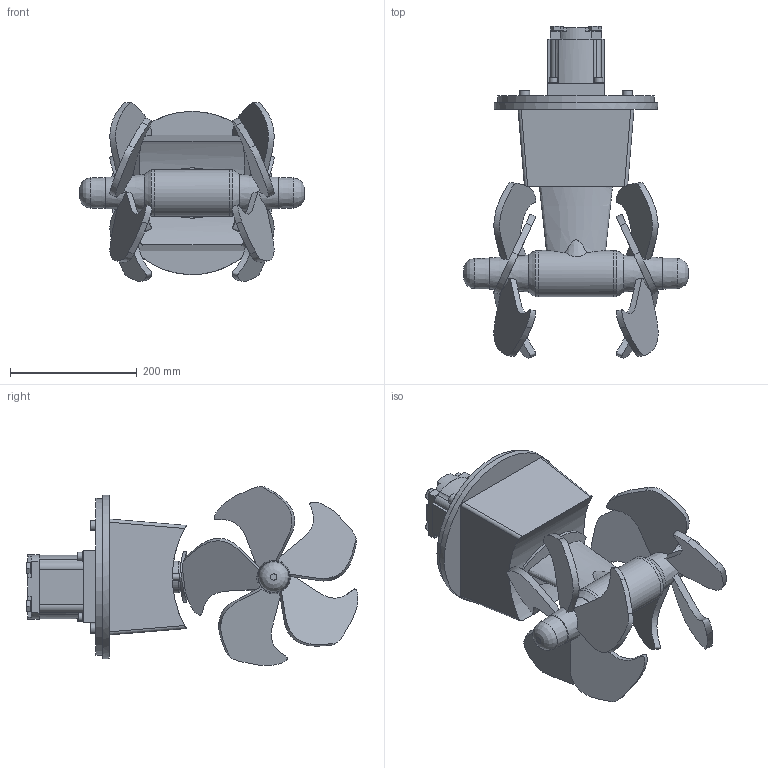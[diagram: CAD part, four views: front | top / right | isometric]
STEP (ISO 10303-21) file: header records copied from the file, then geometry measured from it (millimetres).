
FILE_DESCRIPTION(/* description */ (''),/* implementation_level */ '2;1');
FILE_NAME(/* name */ 'SH320-300-U19 simplified.stp',/* time_stamp */ '2018-06-28T10:03:00+02:00',/* author */ ('elvira'),/* organization */ (''),/* preprocessor_version */ 'ST-DEVELOPER v17',/* originating_system */ 'Autodesk Inventor 2018',/* authorisation */ '');
FILE_SCHEMA (('AUTOMOTIVE_DESIGN { 1 0 10303 214 3 1 1 }'));
Length unit declared in the file: millimetre
Products named in the file (1): SM-139953
Bounding box: 355.61 x 524.39 x 282.32 mm (x, y, z)
Volume: 7688782.3 mm3; surface area: 603269.1 mm2
Topology: 6 solids, 6 shells, 701 faces, 1794 edges, 1174 vertices
Faces by surface type: plane 454, bspline 143, cylinder 67, cone 37
Full cylindrical faces by diameter (mm): 8 x4, 10 x4, 13 x4, 16 x6, 18 x4, 38 x2, 48 x1, 50 x1, 73 x3, 248 x1, 258 x1
Entity records: 25372 total; most frequent: CARTESIAN_POINT 8535, ORIENTED_EDGE 3588, DIRECTION 2817, EDGE_CURVE 1794, VERTEX_POINT 1174, LINE 1083, VECTOR 1083, AXIS2_PLACEMENT_3D 867
